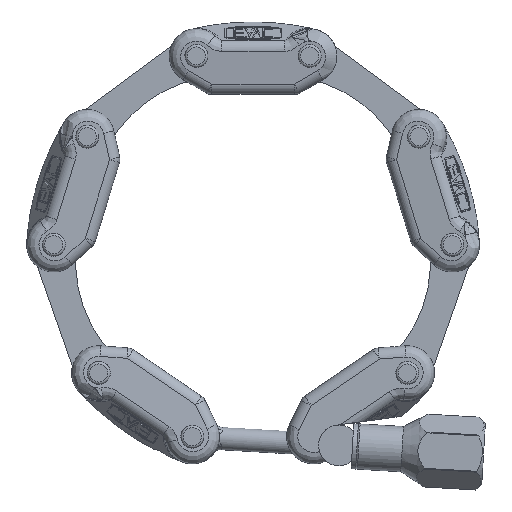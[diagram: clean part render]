
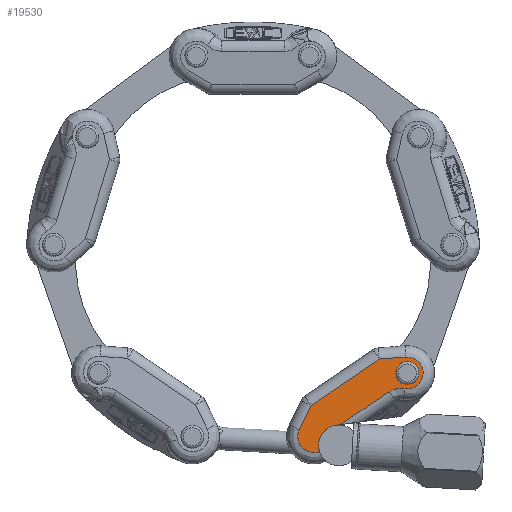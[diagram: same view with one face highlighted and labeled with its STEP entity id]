
A CAD part, left-side view. The second image highlights one B-rep face of the part: STEP entity #19530.
In plain terms, the highlighted face is planar.
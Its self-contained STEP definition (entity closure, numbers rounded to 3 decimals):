
#2196=LINE('',#37399,#3616);
#2197=LINE('',#37401,#3617);
#2198=LINE('',#37402,#3618);
#2199=LINE('',#37403,#3619);
#2200=LINE('',#37404,#3620);
#3616=VECTOR('',#27226,1000.);
#3617=VECTOR('',#27227,1000.);
#3618=VECTOR('',#27228,1000.);
#3619=VECTOR('',#27229,1000.);
#3620=VECTOR('',#27230,1000.);
#5010=PLANE('',#21786);
#5110=ELLIPSE('',#21787,2.55,2.55);
#5111=ELLIPSE('',#21788,4.501,4.5);
#10074=ORIENTED_EDGE('',*,*,#13523,.F.);
#10075=ORIENTED_EDGE('',*,*,#13524,.T.);
#10076=ORIENTED_EDGE('',*,*,#13525,.T.);
#10077=ORIENTED_EDGE('',*,*,#13526,.F.);
#10078=ORIENTED_EDGE('',*,*,#13362,.F.);
#10079=ORIENTED_EDGE('',*,*,#13365,.F.);
#10080=ORIENTED_EDGE('',*,*,#13527,.F.);
#10081=ORIENTED_EDGE('',*,*,#13528,.F.);
#10082=ORIENTED_EDGE('',*,*,#13529,.F.);
#10083=ORIENTED_EDGE('',*,*,#13530,.F.);
#13362=EDGE_CURVE('',#15289,#15287,#15776,.T.);
#13365=EDGE_CURVE('',#15292,#15289,#15779,.F.);
#13523=EDGE_CURVE('',#15394,#15394,#5110,.T.);
#13524=EDGE_CURVE('',#15395,#15396,#5111,.T.);
#13525=EDGE_CURVE('',#15396,#15397,#2196,.T.);
#13526=EDGE_CURVE('',#15287,#15397,#2197,.T.);
#13527=EDGE_CURVE('',#15318,#15292,#2198,.T.);
#13528=EDGE_CURVE('',#15320,#15318,#2199,.T.);
#13529=EDGE_CURVE('',#15398,#15320,#2200,.T.);
#13530=EDGE_CURVE('',#15395,#15398,#15857,.F.);
#15287=VERTEX_POINT('',#36203);
#15289=VERTEX_POINT('',#36214);
#15292=VERTEX_POINT('',#36315);
#15318=VERTEX_POINT('',#36628);
#15320=VERTEX_POINT('',#36635);
#15394=VERTEX_POINT('',#37395);
#15395=VERTEX_POINT('',#37397);
#15396=VERTEX_POINT('',#37398);
#15397=VERTEX_POINT('',#37400);
#15398=VERTEX_POINT('',#37405);
#15776=B_SPLINE_CURVE_WITH_KNOTS('',3,(#36215,#36216,#36217,#36218,#36219,
#36220,#36221,#36222,#36223,#36224),.UNSPECIFIED.,.F.,.F.,(4,2,2,2,4),(0.,
0.045,0.118,0.234,0.362),
 .UNSPECIFIED.);
#15779=B_SPLINE_CURVE_WITH_KNOTS('',3,(#36316,#36317,#36318,#36319,#36320,
#36321,#36322),.UNSPECIFIED.,.F.,.F.,(4,1,1,1,4),(0.,0.25,0.5,0.75,1.),
 .UNSPECIFIED.);
#15857=B_SPLINE_CURVE_WITH_KNOTS('',3,(#37406,#37407,#37408,#37409,#37410,
#37411,#37412),.UNSPECIFIED.,.F.,.F.,(4,1,1,1,4),(0.,0.25,0.5,0.75,1.),
 .UNSPECIFIED.);
#16972=EDGE_LOOP('',(#10074));
#16973=EDGE_LOOP('',(#10075,#10076,#10077,#10078,#10079,#10080,#10081,#10082,
#10083));
#18238=FACE_BOUND('',#16972,.T.);
#18239=FACE_BOUND('',#16973,.T.);
#19530=ADVANCED_FACE('',(#18238,#18239),#5010,.T.);
#21786=AXIS2_PLACEMENT_3D('',#37393,#27220,#27221);
#21787=AXIS2_PLACEMENT_3D('',#37394,#27222,#27223);
#21788=AXIS2_PLACEMENT_3D('',#37396,#27224,#27225);
#27220=DIRECTION('',(-1.,0.,-0.017));
#27221=DIRECTION('',(-0.017,0.,1.));
#27222=DIRECTION('',(-1.,0.,-0.017));
#27223=DIRECTION('',(0.017,0.,-1.));
#27224=DIRECTION('',(1.,0.,0.017));
#27225=DIRECTION('',(-0.017,0.,1.));
#27226=DIRECTION('',(-0.008,0.895,0.446));
#27227=DIRECTION('',(0.,-1.,0.));
#27228=DIRECTION('',(-0.009,0.866,0.5));
#27229=DIRECTION('',(0.,1.,0.));
#27230=DIRECTION('',(0.009,0.866,-0.5));
#36203=CARTESIAN_POINT('',(-9.696,6.905,3.636));
#36214=CARTESIAN_POINT('',(-9.721,10.158,5.062));
#36215=CARTESIAN_POINT('',(-9.721,10.158,5.062));
#36216=CARTESIAN_POINT('',(-9.719,10.046,4.961));
#36217=CARTESIAN_POINT('',(-9.718,9.93,4.863));
#36218=CARTESIAN_POINT('',(-9.714,9.621,4.619));
#36219=CARTESIAN_POINT('',(-9.711,9.422,4.479));
#36220=CARTESIAN_POINT('',(-9.705,8.886,4.148));
#36221=CARTESIAN_POINT('',(-9.702,8.536,3.978));
#36222=CARTESIAN_POINT('',(-9.698,7.763,3.716));
#36223=CARTESIAN_POINT('',(-9.696,7.333,3.636));
#36224=CARTESIAN_POINT('',(-9.696,6.905,3.636));
#36315=CARTESIAN_POINT('',(-9.623,14.25,-0.57));
#36316=CARTESIAN_POINT('',(-9.721,10.158,5.062));
#36317=CARTESIAN_POINT('',(-9.733,10.887,5.718));
#36318=CARTESIAN_POINT('',(-9.744,12.909,6.372));
#36319=CARTESIAN_POINT('',(-9.716,15.684,4.774));
#36320=CARTESIAN_POINT('',(-9.662,16.345,1.641));
#36321=CARTESIAN_POINT('',(-9.632,15.1,-0.079));
#36322=CARTESIAN_POINT('',(-9.623,14.25,-0.57));
#36628=CARTESIAN_POINT('',(-9.571,9.099,-3.544));
#36635=CARTESIAN_POINT('',(-9.571,-9.099,-3.544));
#37393=CARTESIAN_POINT('',(-9.722,0.,5.109));
#37394=CARTESIAN_POINT('',(-9.677,12.5,2.505));
#37395=CARTESIAN_POINT('',(-9.632,12.5,-0.045));
#37396=CARTESIAN_POINT('',(-9.759,-9.,7.205));
#37397=CARTESIAN_POINT('',(-9.735,-13.297,5.869));
#37398=CARTESIAN_POINT('',(-9.688,-6.992,3.178));
#37399=CARTESIAN_POINT('',(-9.688,-6.992,3.178));
#37400=CARTESIAN_POINT('',(-9.696,-6.072,3.636));
#37401=CARTESIAN_POINT('',(-9.696,6.905,3.636));
#37402=CARTESIAN_POINT('',(-9.571,9.099,-3.544));
#37403=CARTESIAN_POINT('',(-9.571,-9.099,-3.544));
#37404=CARTESIAN_POINT('',(-9.623,-14.25,-0.57));
#37405=CARTESIAN_POINT('',(-9.623,-14.25,-0.57));
#37406=CARTESIAN_POINT('',(-9.623,-14.25,-0.57));
#37407=CARTESIAN_POINT('',(-9.629,-14.857,-0.219));
#37408=CARTESIAN_POINT('',(-9.648,-15.842,0.844));
#37409=CARTESIAN_POINT('',(-9.685,-16.176,3.005));
#37410=CARTESIAN_POINT('',(-9.72,-15.23,4.977));
#37411=CARTESIAN_POINT('',(-9.733,-13.981,5.709));
#37412=CARTESIAN_POINT('',(-9.735,-13.297,5.869));
